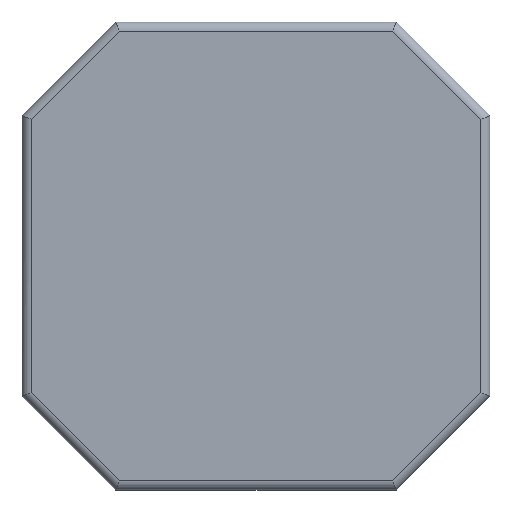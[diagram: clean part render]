
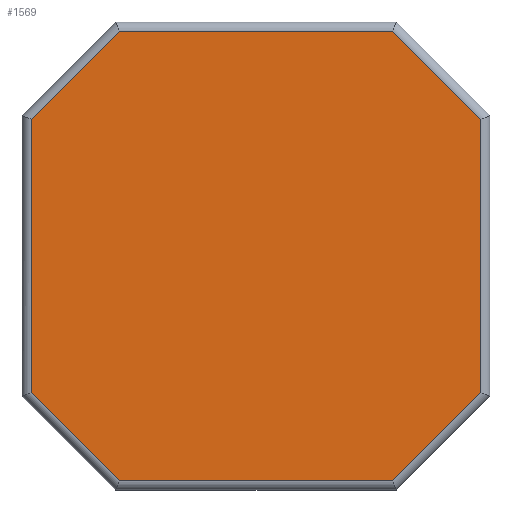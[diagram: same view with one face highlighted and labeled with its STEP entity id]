
A CAD part, front view. The second image highlights one B-rep face of the part: STEP entity #1569.
In plain terms, the highlighted planar face has unit normal (0, -1, 0).
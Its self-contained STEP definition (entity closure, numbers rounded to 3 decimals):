
#59=PLANE('',#1695);
#138=FACE_OUTER_BOUND('',#235,.T.);
#235=EDGE_LOOP('',(#1133,#1134,#1135,#1136,#1137,#1138,#1139,#1140));
#342=LINE('',#2267,#529);
#344=LINE('',#2275,#531);
#346=LINE('',#2282,#533);
#348=LINE('',#2290,#535);
#351=LINE('',#2298,#538);
#353=LINE('',#2304,#540);
#354=LINE('',#2307,#541);
#357=LINE('',#2311,#544);
#529=VECTOR('',#1812,10.);
#531=VECTOR('',#1820,10.);
#533=VECTOR('',#1826,10.);
#535=VECTOR('',#1834,10.);
#538=VECTOR('',#1841,10.);
#540=VECTOR('',#1847,10.);
#541=VECTOR('',#1852,10.);
#544=VECTOR('',#1857,10.);
#716=VERTEX_POINT('',#2265);
#717=VERTEX_POINT('',#2266);
#720=VERTEX_POINT('',#2274);
#722=VERTEX_POINT('',#2280);
#723=VERTEX_POINT('',#2281);
#726=VERTEX_POINT('',#2289);
#729=VERTEX_POINT('',#2297);
#731=VERTEX_POINT('',#2303);
#862=EDGE_CURVE('',#716,#717,#342,.T.);
#866=EDGE_CURVE('',#717,#720,#344,.T.);
#869=EDGE_CURVE('',#722,#723,#346,.T.);
#873=EDGE_CURVE('',#723,#726,#348,.T.);
#877=EDGE_CURVE('',#726,#729,#351,.T.);
#880=EDGE_CURVE('',#729,#731,#353,.T.);
#882=EDGE_CURVE('',#720,#722,#354,.T.);
#885=EDGE_CURVE('',#731,#716,#357,.T.);
#1133=ORIENTED_EDGE('',*,*,#869,.F.);
#1134=ORIENTED_EDGE('',*,*,#882,.F.);
#1135=ORIENTED_EDGE('',*,*,#866,.F.);
#1136=ORIENTED_EDGE('',*,*,#862,.F.);
#1137=ORIENTED_EDGE('',*,*,#885,.F.);
#1138=ORIENTED_EDGE('',*,*,#880,.F.);
#1139=ORIENTED_EDGE('',*,*,#877,.F.);
#1140=ORIENTED_EDGE('',*,*,#873,.F.);
#1569=ADVANCED_FACE('',(#138),#59,.F.);
#1695=AXIS2_PLACEMENT_3D('',#2330,#1875,#1876);
#1812=DIRECTION('',(-1.,0.,0.));
#1820=DIRECTION('',(-0.707,0.,0.707));
#1826=DIRECTION('',(0.707,0.,0.707));
#1834=DIRECTION('',(1.,0.,0.));
#1841=DIRECTION('',(0.707,0.,-0.707));
#1847=DIRECTION('',(0.,0.,-1.));
#1852=DIRECTION('',(0.,0.,1.));
#1857=DIRECTION('',(-0.707,0.,-0.707));
#1875=DIRECTION('center_axis',(0.,1.,0.));
#1876=DIRECTION('ref_axis',(1.,0.,0.));
#2265=CARTESIAN_POINT('',(15.309,0.,-23.129));
#2266=CARTESIAN_POINT('',(-13.863,0.,-23.129));
#2267=CARTESIAN_POINT('',(8.223,0.,-23.129));
#2274=CARTESIAN_POINT('',(-23.277,0.,-13.715));
#2275=CARTESIAN_POINT('',(-16.07,0.,-20.922));
#2280=CARTESIAN_POINT('',(-23.277,0.,15.457));
#2281=CARTESIAN_POINT('',(-13.863,0.,24.871));
#2282=CARTESIAN_POINT('',(-21.07,0.,17.664));
#2289=CARTESIAN_POINT('',(15.309,0.,24.871));
#2290=CARTESIAN_POINT('',(-6.777,0.,24.871));
#2297=CARTESIAN_POINT('',(24.723,0.,15.457));
#2298=CARTESIAN_POINT('',(17.516,0.,22.664));
#2303=CARTESIAN_POINT('',(24.723,0.,-13.715));
#2304=CARTESIAN_POINT('',(24.723,0.,8.371));
#2307=CARTESIAN_POINT('',(-23.277,0.,-6.629));
#2311=CARTESIAN_POINT('',(22.516,0.,-15.922));
#2330=CARTESIAN_POINT('Origin',(0.723,0.,0.871));
